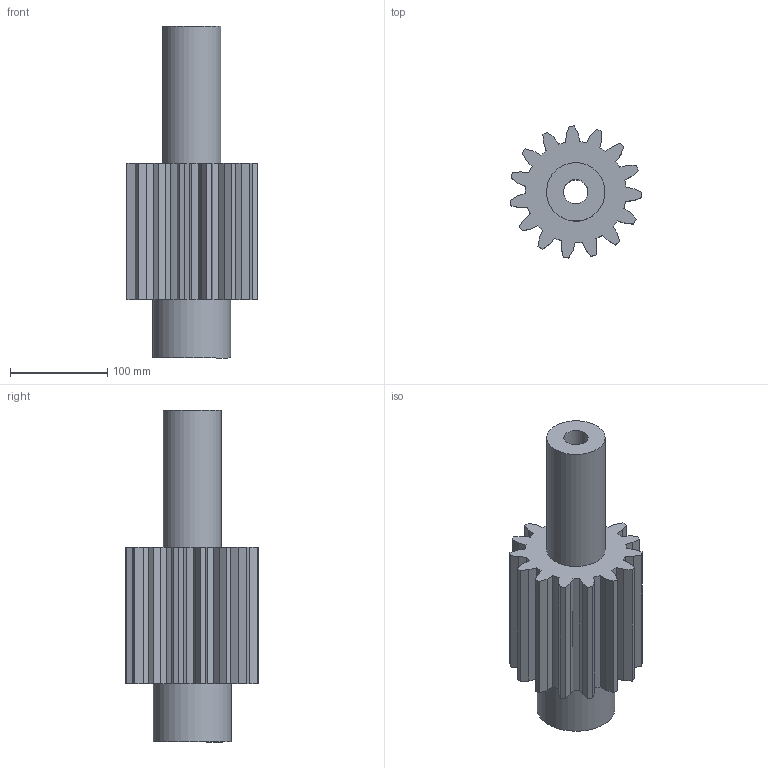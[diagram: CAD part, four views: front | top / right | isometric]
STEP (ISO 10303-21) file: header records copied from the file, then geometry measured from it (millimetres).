
FILE_DESCRIPTION(/* description */ ('','CAx-IF Rec.Pracs.---Representation and Presentation of Product Manufacturing Information (PMI)---4.0---2014-10-13'),/* implementation_level */ '2;1');
FILE_NAME(/* name */ 'CirclePinion.step',/* time_stamp */ '2025-01-10T13:33:46-05:00',/* author */ (''),/* organization */ (''),/* preprocessor_version */ 'ST-DEVELOPER v20',/* originating_system */ 'Autodesk Translation Framework v13.20.0.188',/* authorisation */ '');
FILE_SCHEMA (('AP242_MANAGED_MODEL_BASED_3D_ENGINEERING_MIM_LF { 1 0 10303 442 1 1 4 }'));
Length unit declared in the file: millimetre
Products named in the file (1): Pinion
Bounding box: 135.46 x 135.58 x 341 mm (x, y, z)
Volume: 2092955.3 mm3; surface area: 188490.4 mm2
Topology: 1 solids, 1 shells, 97 faces, 279 edges, 186 vertices
Faces by surface type: plane 79, cylinder 18
Full cylindrical faces by diameter (mm): 25 x1, 60 x1, 80 x1
Entity records: 3193 total; most frequent: CARTESIAN_POINT 563, ORIENTED_EDGE 558, DIRECTION 511, EDGE_CURVE 279, LINE 243, VECTOR 243, VERTEX_POINT 186, AXIS2_PLACEMENT_3D 134
